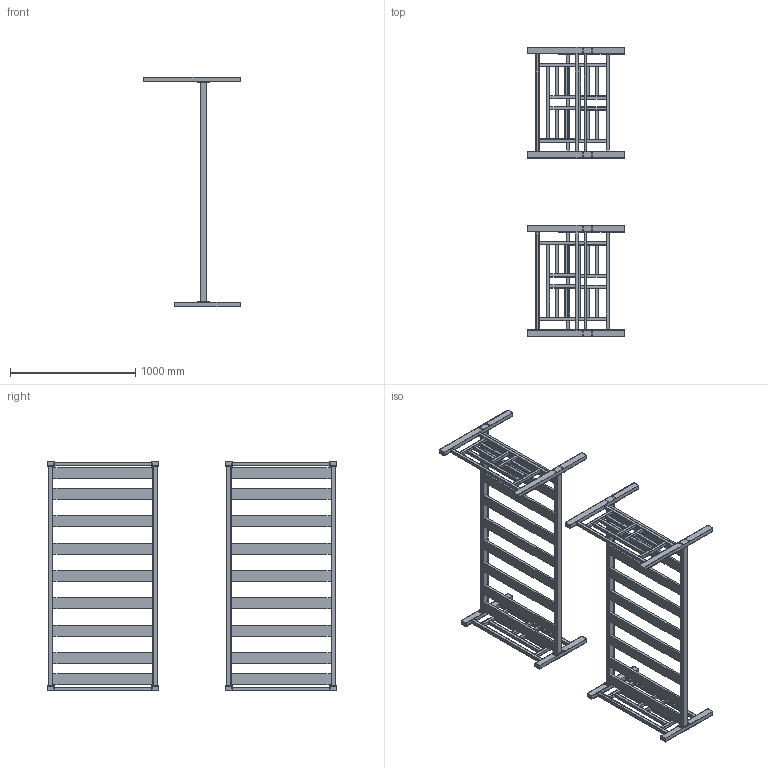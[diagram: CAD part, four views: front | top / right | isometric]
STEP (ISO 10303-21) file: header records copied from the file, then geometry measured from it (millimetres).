
FILE_DESCRIPTION(('FreeCAD Model'),'2;1');
FILE_NAME('Open CASCADE Shape Model','2025-05-28T18:52:18',('FreeCAD'),( 'FreeCAD'),'Open CASCADE STEP processor 7.6','FreeCAD','Unknown');
FILE_SCHEMA(('AUTOMOTIVE_DESIGN { 1 0 10303 214 1 1 1 1 }'));
Length unit declared in the file: millimetre
Products named in the file (1): Open CASCADE STEP translator 7.6 1
Bounding box: 776.07 x 2305.27 x 1827.19 mm (x, y, z)
Volume: 30042118.2 mm3; surface area: 10422525.9 mm2
Topology: 98 solids, 98 shells, 1100 faces, 2712 edges, 1808 vertices
Faces by surface type: bspline 1100
Entity records: 31332 total; most frequent: CARTESIAN_POINT 14321, ORIENTED_EDGE 5424, EDGE_CURVE 2712, B_SPLINE_CURVE_WITH_KNOTS 2136, VERTEX_POINT 1808, FACE_BOUND 1404, EDGE_LOOP 1404, ADVANCED_FACE 1100
